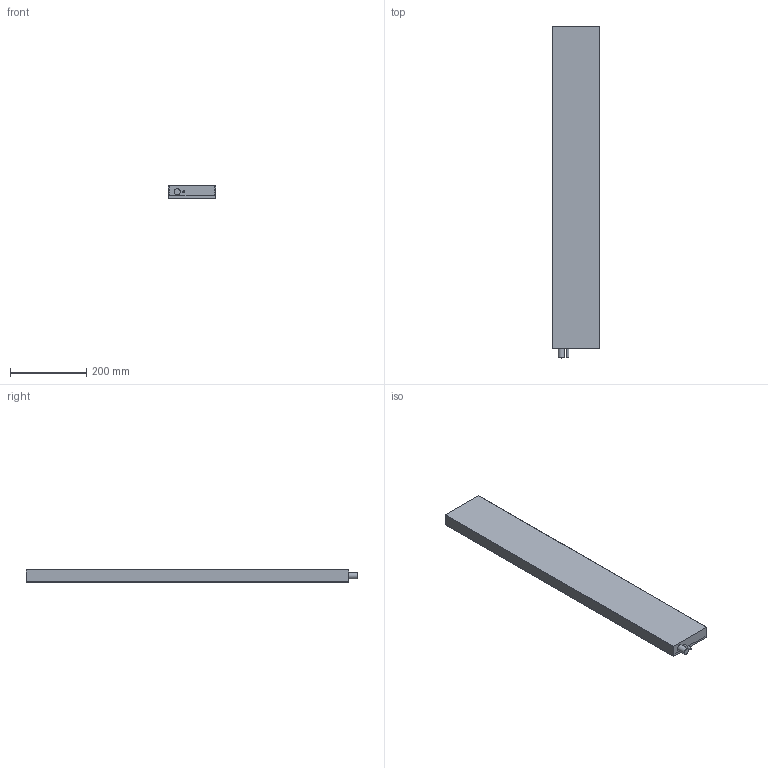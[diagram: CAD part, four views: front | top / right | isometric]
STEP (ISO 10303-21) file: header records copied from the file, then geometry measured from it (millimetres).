
FILE_DESCRIPTION( ( 'STEP AP214' ), '1' );
FILE_NAME( 'Coilunit TB45.stp', '2007-10-19T06:57:23', ( ' ' ), ( ' ' ), 'XStep 1.0', ' ', ' ' );
FILE_SCHEMA( ( 'CONFIG_CONTROL_DESIGN) ( )' ) );
Length unit declared in the file: metre
Products named in the file (1): 1
Bounding box: 125.5 x 871.9 x 32.39 mm (x, y, z)
Volume: 3443589.8 mm3; surface area: 284930.6 mm2
Topology: 1 solids, 1 shells, 815 faces, 2095 edges, 1397 vertices
Faces by surface type: plane 477, cylinder 338
Full cylindrical faces by diameter (mm): 2.459 x2, 3.242 x1, 5 x38, 16.5 x1
Entity records: 24689 total; most frequent: DIRECTION 4360, CARTESIAN_POINT 4264, ORIENTED_EDGE 4104, EDGE_CURVE 2052, AXIS2_PLACEMENT_3D 1492, VERTEX_POINT 1396, LINE 1376, VECTOR 1376
